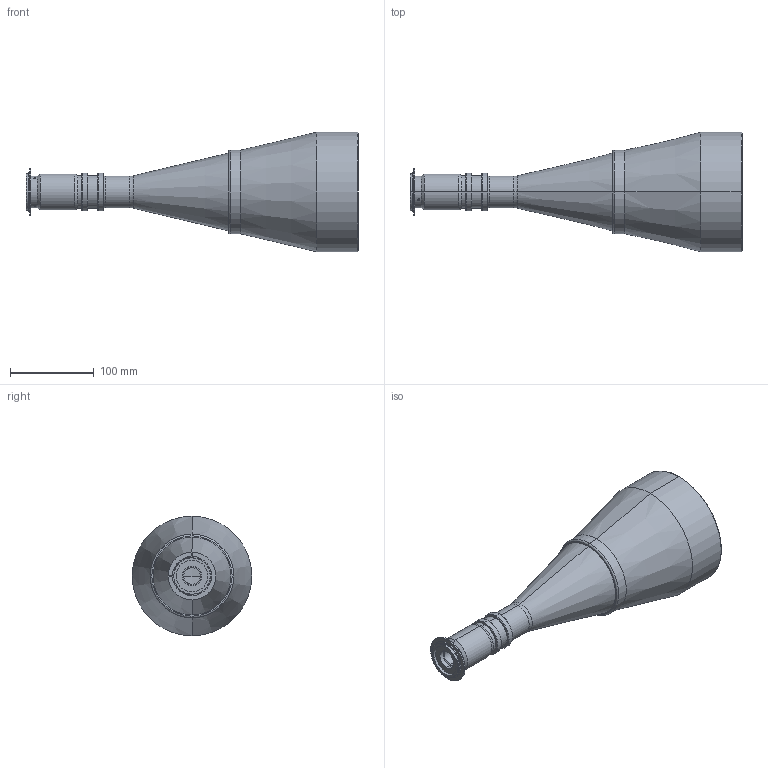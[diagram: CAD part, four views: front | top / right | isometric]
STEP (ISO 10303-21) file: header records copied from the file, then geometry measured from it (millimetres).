
FILE_DESCRIPTION (( 'STEP AP214' ), '1' );
FILE_NAME ('2M96_F.STEP', '2013-05-11T10:53:06', ( 'Work' ), ( '' ), 'SwSTEP 2.0', 'SolidWorks 2013', '' );
FILE_SCHEMA (( 'AUTOMOTIVE_DESIGN' ));
Length unit declared in the file: millimetre
Products named in the file (1): 2M96_F
Bounding box: 397.3 x 143 x 143 mm (x, y, z)
Surface area: 147224.1 mm2 (no closed solid volume)
Topology: 0 solids, 11 shells, 122 faces, 340 edges, 231 vertices
Faces by surface type: cylinder 60, cone 27, plane 27, torus 6, sphere 2
Entity records: 5749 total; most frequent: CARTESIAN_POINT 1184, DIRECTION 735, ORIENTED_EDGE 567, EDGE_CURVE 340, AXIS2_PLACEMENT_3D 304, VERTEX_POINT 231, CIRCLE 181, EDGE_LOOP 149
